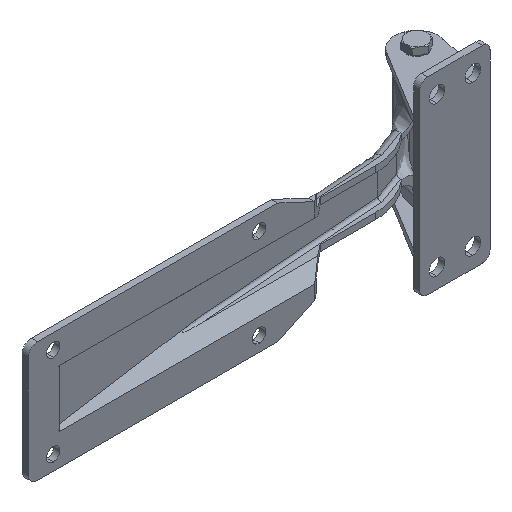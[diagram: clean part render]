
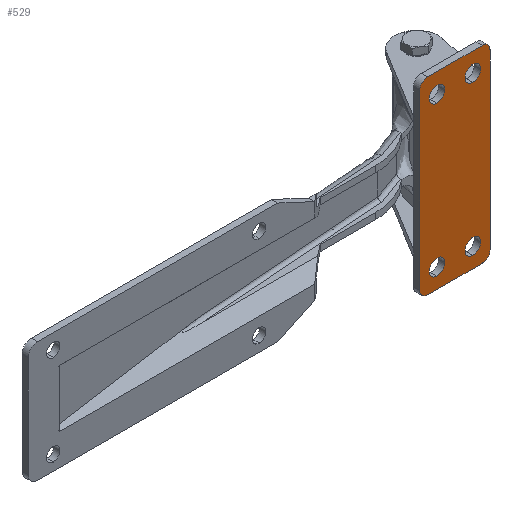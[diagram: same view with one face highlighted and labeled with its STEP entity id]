
A CAD part, isometric view. The second image highlights one B-rep face of the part: STEP entity #529.
In plain terms, the highlighted free-form (B-spline) face has degree [1, 1] with [2, 2] control points.
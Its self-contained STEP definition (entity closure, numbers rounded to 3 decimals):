
#160 = VERTEX_POINT('',#161);
#161 = CARTESIAN_POINT('',(0.,0.,56.048));
#166 = EDGE_CURVE('',#160,#167,#169,.T.);
#167 = VERTEX_POINT('',#168);
#168 = CARTESIAN_POINT('',(0.,0.,69.083));
#169 = ( BOUNDED_CURVE() B_SPLINE_CURVE(2,(#170,#171,#172,#173,#174),
.UNSPECIFIED.,.F.,.F.) B_SPLINE_CURVE_WITH_KNOTS((3,2,3),(0.,
1.571,3.142),.PIECEWISE_BEZIER_KNOTS.) CURVE() 
GEOMETRIC_REPRESENTATION_ITEM() RATIONAL_B_SPLINE_CURVE((1.,
0.707,1.,0.707,1.)) REPRESENTATION_ITEM('') );
#170 = CARTESIAN_POINT('',(0.,0.,56.048));
#171 = CARTESIAN_POINT('',(-6.517,0.,56.048));
#172 = CARTESIAN_POINT('',(-6.517,0.,62.566));
#173 = CARTESIAN_POINT('',(-6.517,0.,69.083));
#174 = CARTESIAN_POINT('',(0.,0.,69.083));
#208 = VERTEX_POINT('',#209);
#209 = CARTESIAN_POINT('',(29.979,0.,56.048));
#214 = EDGE_CURVE('',#208,#215,#217,.T.);
#215 = VERTEX_POINT('',#216);
#216 = CARTESIAN_POINT('',(29.979,0.,69.083));
#217 = ( BOUNDED_CURVE() B_SPLINE_CURVE(2,(#218,#219,#220,#221,#222),
.UNSPECIFIED.,.F.,.F.) B_SPLINE_CURVE_WITH_KNOTS((3,2,3),(3.142,
4.712,6.283),.PIECEWISE_BEZIER_KNOTS.) CURVE() 
GEOMETRIC_REPRESENTATION_ITEM() RATIONAL_B_SPLINE_CURVE((1.,
0.707,1.,0.707,1.)) REPRESENTATION_ITEM('') );
#218 = CARTESIAN_POINT('',(29.979,0.,56.048));
#219 = CARTESIAN_POINT('',(23.462,0.,56.048));
#220 = CARTESIAN_POINT('',(23.462,0.,62.566));
#221 = CARTESIAN_POINT('',(23.462,0.,69.083));
#222 = CARTESIAN_POINT('',(29.979,0.,69.083));
#256 = VERTEX_POINT('',#257);
#257 = CARTESIAN_POINT('',(29.979,0.,-69.083));
#262 = EDGE_CURVE('',#256,#263,#265,.T.);
#263 = VERTEX_POINT('',#264);
#264 = CARTESIAN_POINT('',(29.979,0.,-56.048));
#265 = ( BOUNDED_CURVE() B_SPLINE_CURVE(2,(#266,#267,#268,#269,#270),
.UNSPECIFIED.,.F.,.F.) B_SPLINE_CURVE_WITH_KNOTS((3,2,3),(0.,
1.571,3.142),.PIECEWISE_BEZIER_KNOTS.) CURVE() 
GEOMETRIC_REPRESENTATION_ITEM() RATIONAL_B_SPLINE_CURVE((1.,
0.707,1.,0.707,1.)) REPRESENTATION_ITEM('') );
#266 = CARTESIAN_POINT('',(29.979,0.,-69.083));
#267 = CARTESIAN_POINT('',(23.462,0.,-69.083));
#268 = CARTESIAN_POINT('',(23.462,0.,-62.566));
#269 = CARTESIAN_POINT('',(23.462,0.,-56.048));
#270 = CARTESIAN_POINT('',(29.979,0.,-56.048));
#304 = VERTEX_POINT('',#305);
#305 = CARTESIAN_POINT('',(0.,0.,-69.083));
#310 = EDGE_CURVE('',#304,#311,#313,.T.);
#311 = VERTEX_POINT('',#312);
#312 = CARTESIAN_POINT('',(0.,0.,-56.048));
#313 = ( BOUNDED_CURVE() B_SPLINE_CURVE(2,(#314,#315,#316,#317,#318),
.UNSPECIFIED.,.F.,.F.) B_SPLINE_CURVE_WITH_KNOTS((3,2,3),(3.142,
4.712,6.283),.PIECEWISE_BEZIER_KNOTS.) CURVE() 
GEOMETRIC_REPRESENTATION_ITEM() RATIONAL_B_SPLINE_CURVE((1.,
0.707,1.,0.707,1.)) REPRESENTATION_ITEM('') );
#314 = CARTESIAN_POINT('',(0.,0.,-69.083));
#315 = CARTESIAN_POINT('',(-6.517,0.,-69.083));
#316 = CARTESIAN_POINT('',(-6.517,0.,-62.566));
#317 = CARTESIAN_POINT('',(-6.517,0.,-56.048));
#318 = CARTESIAN_POINT('',(0.,0.,-56.048));
#529 = ADVANCED_FACE('',(#530,#541,#552,#614,#625),#636,.T.);
#530 = FACE_BOUND('',#531,.T.);
#531 = EDGE_LOOP('',(#532,#533));
#532 = ORIENTED_EDGE('',*,*,#214,.T.);
#533 = ORIENTED_EDGE('',*,*,#534,.T.);
#534 = EDGE_CURVE('',#215,#208,#535,.T.);
#535 = ( BOUNDED_CURVE() B_SPLINE_CURVE(2,(#536,#537,#538,#539,#540),
.UNSPECIFIED.,.F.,.F.) B_SPLINE_CURVE_WITH_KNOTS((3,2,3),(0.,
1.571,3.142),.PIECEWISE_BEZIER_KNOTS.) CURVE() 
GEOMETRIC_REPRESENTATION_ITEM() RATIONAL_B_SPLINE_CURVE((1.,
0.707,1.,0.707,1.)) REPRESENTATION_ITEM('') );
#536 = CARTESIAN_POINT('',(29.979,0.,69.083));
#537 = CARTESIAN_POINT('',(36.497,0.,69.083));
#538 = CARTESIAN_POINT('',(36.497,0.,62.566));
#539 = CARTESIAN_POINT('',(36.497,0.,56.048));
#540 = CARTESIAN_POINT('',(29.979,0.,56.048));
#541 = FACE_BOUND('',#542,.T.);
#542 = EDGE_LOOP('',(#543,#544));
#543 = ORIENTED_EDGE('',*,*,#310,.T.);
#544 = ORIENTED_EDGE('',*,*,#545,.T.);
#545 = EDGE_CURVE('',#311,#304,#546,.T.);
#546 = ( BOUNDED_CURVE() B_SPLINE_CURVE(2,(#547,#548,#549,#550,#551),
.UNSPECIFIED.,.F.,.F.) B_SPLINE_CURVE_WITH_KNOTS((3,2,3),(0.,
1.571,3.142),.PIECEWISE_BEZIER_KNOTS.) CURVE() 
GEOMETRIC_REPRESENTATION_ITEM() RATIONAL_B_SPLINE_CURVE((1.,
0.707,1.,0.707,1.)) REPRESENTATION_ITEM('') );
#547 = CARTESIAN_POINT('',(0.,0.,-56.048));
#548 = CARTESIAN_POINT('',(6.517,0.,-56.048));
#549 = CARTESIAN_POINT('',(6.517,0.,-62.566));
#550 = CARTESIAN_POINT('',(6.517,0.,-69.083));
#551 = CARTESIAN_POINT('',(0.,0.,-69.083));
#552 = FACE_BOUND('',#553,.T.);
#553 = EDGE_LOOP('',(#554,#564,#571,#579,#586,#594,#601,#609));
#554 = ORIENTED_EDGE('',*,*,#555,.F.);
#555 = EDGE_CURVE('',#556,#558,#560,.T.);
#556 = VERTEX_POINT('',#557);
#557 = CARTESIAN_POINT('',(44.317,0.,-72.342));
#558 = VERTEX_POINT('',#559);
#559 = CARTESIAN_POINT('',(37.8,0.,-78.859));
#560 = ( BOUNDED_CURVE() B_SPLINE_CURVE(2,(#561,#562,#563),
.UNSPECIFIED.,.F.,.F.) B_SPLINE_CURVE_WITH_KNOTS((3,3),(4.712,
6.283),.PIECEWISE_BEZIER_KNOTS.) CURVE() 
GEOMETRIC_REPRESENTATION_ITEM() RATIONAL_B_SPLINE_CURVE((1.,
0.707,1.)) REPRESENTATION_ITEM('') );
#561 = CARTESIAN_POINT('',(44.317,0.,-72.342));
#562 = CARTESIAN_POINT('',(44.317,0.,-78.859));
#563 = CARTESIAN_POINT('',(37.8,0.,-78.859));
#564 = ORIENTED_EDGE('',*,*,#565,.F.);
#565 = EDGE_CURVE('',#566,#556,#568,.T.);
#566 = VERTEX_POINT('',#567);
#567 = CARTESIAN_POINT('',(44.317,0.,72.342));
#568 = B_SPLINE_CURVE_WITH_KNOTS('',1,(#569,#570),.UNSPECIFIED.,.F.,.F.,
  (2,2),(-111.,-0.),.PIECEWISE_BEZIER_KNOTS.);
#569 = CARTESIAN_POINT('',(44.317,0.,72.342));
#570 = CARTESIAN_POINT('',(44.317,0.,-72.342));
#571 = ORIENTED_EDGE('',*,*,#572,.F.);
#572 = EDGE_CURVE('',#573,#566,#575,.T.);
#573 = VERTEX_POINT('',#574);
#574 = CARTESIAN_POINT('',(37.8,0.,78.859));
#575 = ( BOUNDED_CURVE() B_SPLINE_CURVE(2,(#576,#577,#578),
.UNSPECIFIED.,.F.,.F.) B_SPLINE_CURVE_WITH_KNOTS((3,3),(0.,
1.571),.PIECEWISE_BEZIER_KNOTS.) CURVE() 
GEOMETRIC_REPRESENTATION_ITEM() RATIONAL_B_SPLINE_CURVE((1.,
0.707,1.)) REPRESENTATION_ITEM('') );
#576 = CARTESIAN_POINT('',(37.8,0.,78.859));
#577 = CARTESIAN_POINT('',(44.317,0.,78.859));
#578 = CARTESIAN_POINT('',(44.317,0.,72.342));
#579 = ORIENTED_EDGE('',*,*,#580,.F.);
#580 = EDGE_CURVE('',#581,#573,#583,.T.);
#581 = VERTEX_POINT('',#582);
#582 = CARTESIAN_POINT('',(-7.821,0.,78.859));
#583 = B_SPLINE_CURVE_WITH_KNOTS('',1,(#584,#585),.UNSPECIFIED.,.F.,.F.,
  (2,2),(0.,35.),.PIECEWISE_BEZIER_KNOTS.);
#584 = CARTESIAN_POINT('',(-7.821,0.,78.859));
#585 = CARTESIAN_POINT('',(37.8,0.,78.859));
#586 = ORIENTED_EDGE('',*,*,#587,.F.);
#587 = EDGE_CURVE('',#588,#581,#590,.T.);
#588 = VERTEX_POINT('',#589);
#589 = CARTESIAN_POINT('',(-14.338,0.,72.342));
#590 = ( BOUNDED_CURVE() B_SPLINE_CURVE(2,(#591,#592,#593),
.UNSPECIFIED.,.F.,.F.) B_SPLINE_CURVE_WITH_KNOTS((3,3),(4.712,
6.283),.PIECEWISE_BEZIER_KNOTS.) CURVE() 
GEOMETRIC_REPRESENTATION_ITEM() RATIONAL_B_SPLINE_CURVE((1.,
0.707,1.)) REPRESENTATION_ITEM('') );
#591 = CARTESIAN_POINT('',(-14.338,0.,72.342));
#592 = CARTESIAN_POINT('',(-14.338,0.,78.859));
#593 = CARTESIAN_POINT('',(-7.821,0.,78.859));
#594 = ORIENTED_EDGE('',*,*,#595,.F.);
#595 = EDGE_CURVE('',#596,#588,#598,.T.);
#596 = VERTEX_POINT('',#597);
#597 = CARTESIAN_POINT('',(-14.338,0.,-72.342));
#598 = B_SPLINE_CURVE_WITH_KNOTS('',1,(#599,#600),.UNSPECIFIED.,.F.,.F.,
  (2,2),(0.,111.),.PIECEWISE_BEZIER_KNOTS.);
#599 = CARTESIAN_POINT('',(-14.338,0.,-72.342));
#600 = CARTESIAN_POINT('',(-14.338,0.,72.342));
#601 = ORIENTED_EDGE('',*,*,#602,.F.);
#602 = EDGE_CURVE('',#603,#596,#605,.T.);
#603 = VERTEX_POINT('',#604);
#604 = CARTESIAN_POINT('',(-7.821,0.,-78.859));
#605 = ( BOUNDED_CURVE() B_SPLINE_CURVE(2,(#606,#607,#608),
.UNSPECIFIED.,.F.,.F.) B_SPLINE_CURVE_WITH_KNOTS((3,3),(3.142,
4.712),.PIECEWISE_BEZIER_KNOTS.) CURVE() 
GEOMETRIC_REPRESENTATION_ITEM() RATIONAL_B_SPLINE_CURVE((1.,
0.707,1.)) REPRESENTATION_ITEM('') );
#606 = CARTESIAN_POINT('',(-7.821,0.,-78.859));
#607 = CARTESIAN_POINT('',(-14.338,0.,-78.859));
#608 = CARTESIAN_POINT('',(-14.338,0.,-72.342));
#609 = ORIENTED_EDGE('',*,*,#610,.F.);
#610 = EDGE_CURVE('',#558,#603,#611,.T.);
#611 = B_SPLINE_CURVE_WITH_KNOTS('',1,(#612,#613),.UNSPECIFIED.,.F.,.F.,
  (2,2),(-35.,0.),.PIECEWISE_BEZIER_KNOTS.);
#612 = CARTESIAN_POINT('',(37.8,0.,-78.859));
#613 = CARTESIAN_POINT('',(-7.821,0.,-78.859));
#614 = FACE_BOUND('',#615,.T.);
#615 = EDGE_LOOP('',(#616,#617));
#616 = ORIENTED_EDGE('',*,*,#262,.T.);
#617 = ORIENTED_EDGE('',*,*,#618,.T.);
#618 = EDGE_CURVE('',#263,#256,#619,.T.);
#619 = ( BOUNDED_CURVE() B_SPLINE_CURVE(2,(#620,#621,#622,#623,#624),
.UNSPECIFIED.,.F.,.F.) B_SPLINE_CURVE_WITH_KNOTS((3,2,3),(3.142,
4.712,6.283),.PIECEWISE_BEZIER_KNOTS.) CURVE() 
GEOMETRIC_REPRESENTATION_ITEM() RATIONAL_B_SPLINE_CURVE((1.,
0.707,1.,0.707,1.)) REPRESENTATION_ITEM('') );
#620 = CARTESIAN_POINT('',(29.979,0.,-56.048));
#621 = CARTESIAN_POINT('',(36.497,0.,-56.048));
#622 = CARTESIAN_POINT('',(36.497,0.,-62.566));
#623 = CARTESIAN_POINT('',(36.497,0.,-69.083));
#624 = CARTESIAN_POINT('',(29.979,0.,-69.083));
#625 = FACE_BOUND('',#626,.T.);
#626 = EDGE_LOOP('',(#627,#628));
#627 = ORIENTED_EDGE('',*,*,#166,.T.);
#628 = ORIENTED_EDGE('',*,*,#629,.T.);
#629 = EDGE_CURVE('',#167,#160,#630,.T.);
#630 = ( BOUNDED_CURVE() B_SPLINE_CURVE(2,(#631,#632,#633,#634,#635),
.UNSPECIFIED.,.F.,.F.) B_SPLINE_CURVE_WITH_KNOTS((3,2,3),(3.142,
4.712,6.283),.PIECEWISE_BEZIER_KNOTS.) CURVE() 
GEOMETRIC_REPRESENTATION_ITEM() RATIONAL_B_SPLINE_CURVE((1.,
0.707,1.,0.707,1.)) REPRESENTATION_ITEM('') );
#631 = CARTESIAN_POINT('',(0.,0.,69.083));
#632 = CARTESIAN_POINT('',(6.517,0.,69.083));
#633 = CARTESIAN_POINT('',(6.517,0.,62.566));
#634 = CARTESIAN_POINT('',(6.517,0.,56.048));
#635 = CARTESIAN_POINT('',(0.,0.,56.048));
#636 = B_SPLINE_SURFACE_WITH_KNOTS('',1,1,(
    (#637,#638)
    ,(#639,#640
    )),.UNSPECIFIED.,.F.,.F.,.F.,(2,2),(2,2),(-116.,5.),(-40.,5.),
  .PIECEWISE_BEZIER_KNOTS.);
#637 = CARTESIAN_POINT('',(-14.338,0.,78.859));
#638 = CARTESIAN_POINT('',(44.317,0.,78.859));
#639 = CARTESIAN_POINT('',(-14.338,0.,-78.859));
#640 = CARTESIAN_POINT('',(44.317,0.,-78.859));
